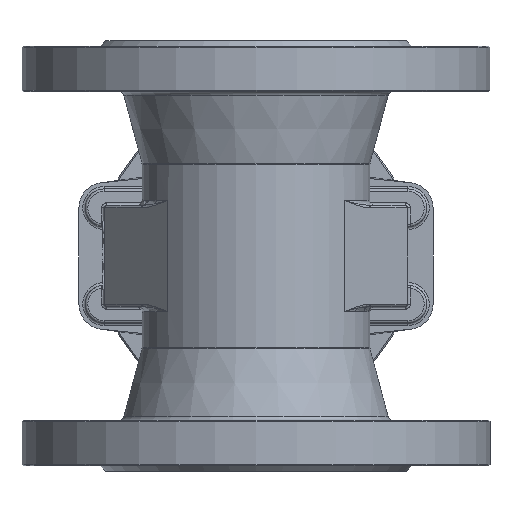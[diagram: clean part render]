
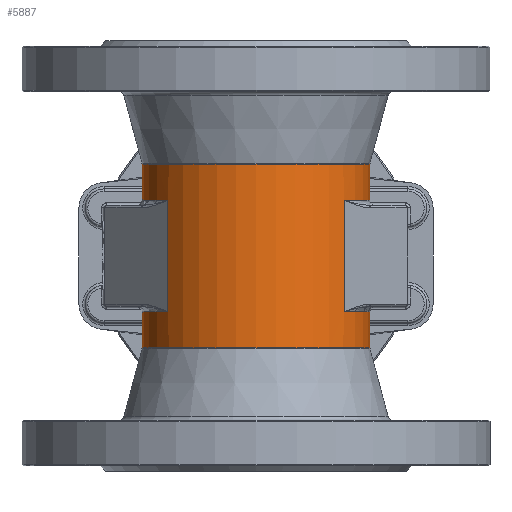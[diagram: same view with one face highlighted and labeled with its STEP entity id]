
A CAD part, front view. The second image highlights one B-rep face of the part: STEP entity #5887.
In plain terms, the highlighted cylindrical face has radius 45 mm (diameter 90 mm), a full revolution.
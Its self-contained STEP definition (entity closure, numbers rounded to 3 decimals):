
#634=FACE_OUTER_BOUND('',#1022,.T.);
#1022=EDGE_LOOP('',(#5021,#5022,#5023,#5024,#5025,#5026,#5027,#5028,#5029,
#5030,#5031,#5032,#5033,#5034,#5035,#5036,#5037,#5038,#5039,#5040,#5041,
#5042));
#1281=CIRCLE('',#6450,45.);
#1282=CIRCLE('',#6451,45.);
#1285=CIRCLE('',#6456,45.);
#1301=CIRCLE('',#6479,45.);
#1303=CIRCLE('',#6481,45.);
#1304=CIRCLE('',#6483,45.);
#1322=CIRCLE('',#6519,45.);
#1323=CIRCLE('',#6520,45.);
#1326=CIRCLE('',#6525,45.);
#1342=CIRCLE('',#6551,45.);
#1343=CIRCLE('',#6552,45.);
#1345=CIRCLE('',#6555,45.);
#1692=LINE('',#11139,#2048);
#1693=LINE('',#11309,#2049);
#1708=LINE('',#11627,#2064);
#1709=LINE('',#11717,#2065);
#1710=LINE('',#11888,#2066);
#1714=LINE('',#12081,#2070);
#1715=LINE('',#12082,#2071);
#1716=LINE('',#12084,#2072);
#2048=VECTOR('',#7814,10.);
#2049=VECTOR('',#7825,10.);
#2064=VECTOR('',#7958,10.);
#2065=VECTOR('',#7969,10.);
#2066=VECTOR('',#7982,10.);
#2070=VECTOR('',#8038,45.);
#2071=VECTOR('',#8039,45.);
#2072=VECTOR('',#8042,10.);
#2633=VERTEX_POINT('',#11039);
#2634=VERTEX_POINT('',#11059);
#2635=VERTEX_POINT('',#11061);
#2637=VERTEX_POINT('',#11138);
#2639=VERTEX_POINT('',#11223);
#2641=VERTEX_POINT('',#11308);
#2645=VERTEX_POINT('',#11452);
#2655=VERTEX_POINT('',#11501);
#2656=VERTEX_POINT('',#11502);
#2673=VERTEX_POINT('',#11607);
#2675=VERTEX_POINT('',#11634);
#2676=VERTEX_POINT('',#11643);
#2677=VERTEX_POINT('',#11708);
#2680=VERTEX_POINT('',#11798);
#2681=VERTEX_POINT('',#11879);
#2685=VERTEX_POINT('',#12025);
#2695=VERTEX_POINT('',#12075);
#2696=VERTEX_POINT('',#12076);
#3368=EDGE_CURVE('',#2634,#2633,#1281,.T.);
#3369=EDGE_CURVE('',#2635,#2634,#1282,.T.);
#3374=EDGE_CURVE('',#2637,#2635,#1692,.T.);
#3379=EDGE_CURVE('',#2639,#2637,#1285,.T.);
#3384=EDGE_CURVE('',#2641,#2639,#1693,.T.);
#3406=EDGE_CURVE('',#2655,#2656,#1301,.T.);
#3408=EDGE_CURVE('',#2656,#2655,#1303,.T.);
#3409=EDGE_CURVE('',#2645,#2641,#1304,.T.);
#3441=EDGE_CURVE('',#2673,#2633,#1708,.T.);
#3444=EDGE_CURVE('',#2675,#2676,#1322,.T.);
#3445=EDGE_CURVE('',#2676,#2673,#1323,.T.);
#3449=EDGE_CURVE('',#2677,#2675,#1709,.T.);
#3455=EDGE_CURVE('',#2680,#2677,#1326,.T.);
#3459=EDGE_CURVE('',#2681,#2680,#1710,.T.);
#3481=EDGE_CURVE('',#2695,#2696,#1342,.T.);
#3482=EDGE_CURVE('',#2696,#2695,#1343,.T.);
#3484=EDGE_CURVE('',#2656,#2634,#1714,.T.);
#3485=EDGE_CURVE('',#2676,#2696,#1715,.T.);
#3486=EDGE_CURVE('',#2685,#2681,#1345,.T.);
#3487=EDGE_CURVE('',#2685,#2645,#1716,.T.);
#5021=ORIENTED_EDGE('',*,*,#3406,.T.);
#5022=ORIENTED_EDGE('',*,*,#3484,.T.);
#5023=ORIENTED_EDGE('',*,*,#3368,.T.);
#5024=ORIENTED_EDGE('',*,*,#3441,.F.);
#5025=ORIENTED_EDGE('',*,*,#3445,.F.);
#5026=ORIENTED_EDGE('',*,*,#3485,.T.);
#5027=ORIENTED_EDGE('',*,*,#3481,.F.);
#5028=ORIENTED_EDGE('',*,*,#3482,.F.);
#5029=ORIENTED_EDGE('',*,*,#3485,.F.);
#5030=ORIENTED_EDGE('',*,*,#3444,.F.);
#5031=ORIENTED_EDGE('',*,*,#3449,.F.);
#5032=ORIENTED_EDGE('',*,*,#3455,.F.);
#5033=ORIENTED_EDGE('',*,*,#3459,.F.);
#5034=ORIENTED_EDGE('',*,*,#3486,.F.);
#5035=ORIENTED_EDGE('',*,*,#3487,.T.);
#5036=ORIENTED_EDGE('',*,*,#3409,.T.);
#5037=ORIENTED_EDGE('',*,*,#3384,.T.);
#5038=ORIENTED_EDGE('',*,*,#3379,.T.);
#5039=ORIENTED_EDGE('',*,*,#3374,.T.);
#5040=ORIENTED_EDGE('',*,*,#3369,.T.);
#5041=ORIENTED_EDGE('',*,*,#3484,.F.);
#5042=ORIENTED_EDGE('',*,*,#3408,.T.);
#5245=CYLINDRICAL_SURFACE('',#6554,45.);
#5887=ADVANCED_FACE('',(#634),#5245,.T.);
#6450=AXIS2_PLACEMENT_3D('',#11060,#7806,#7807);
#6451=AXIS2_PLACEMENT_3D('',#11062,#7808,#7809);
#6456=AXIS2_PLACEMENT_3D('',#11224,#7819,#7820);
#6479=AXIS2_PLACEMENT_3D('',#11503,#7868,#7869);
#6481=AXIS2_PLACEMENT_3D('',#11505,#7872,#7873);
#6483=AXIS2_PLACEMENT_3D('',#11507,#7876,#7877);
#6519=AXIS2_PLACEMENT_3D('',#11644,#7961,#7962);
#6520=AXIS2_PLACEMENT_3D('',#11645,#7963,#7964);
#6525=AXIS2_PLACEMENT_3D('',#11807,#7974,#7975);
#6551=AXIS2_PLACEMENT_3D('',#12077,#8030,#8031);
#6552=AXIS2_PLACEMENT_3D('',#12078,#8032,#8033);
#6554=AXIS2_PLACEMENT_3D('',#12080,#8036,#8037);
#6555=AXIS2_PLACEMENT_3D('',#12083,#8040,#8041);
#7806=DIRECTION('center_axis',(0.,0.,-1.));
#7807=DIRECTION('ref_axis',(0.971,0.24,0.));
#7808=DIRECTION('center_axis',(0.,0.,-1.));
#7809=DIRECTION('ref_axis',(0.971,0.24,0.));
#7814=DIRECTION('',(0.,0.,1.));
#7819=DIRECTION('center_axis',(0.,0.,
-1.));
#7820=DIRECTION('ref_axis',(0.,1.,0.));
#7825=DIRECTION('',(0.,0.,-1.));
#7868=DIRECTION('center_axis',(0.,0.,1.));
#7869=DIRECTION('ref_axis',(1.,0.,0.));
#7872=DIRECTION('center_axis',(0.,0.,1.));
#7873=DIRECTION('ref_axis',(1.,0.,0.));
#7876=DIRECTION('center_axis',(0.,0.,-1.));
#7877=DIRECTION('ref_axis',(-0.971,0.24,0.));
#7958=DIRECTION('',(0.,0.,-1.));
#7961=DIRECTION('center_axis',(0.,0.,-1.));
#7962=DIRECTION('ref_axis',(0.971,0.24,0.));
#7963=DIRECTION('center_axis',(0.,0.,-1.));
#7964=DIRECTION('ref_axis',(0.971,0.24,0.));
#7969=DIRECTION('',(0.,0.,-1.));
#7974=DIRECTION('center_axis',(0.,0.,
-1.));
#7975=DIRECTION('ref_axis',(0.,1.,0.));
#7982=DIRECTION('',(0.,0.,1.));
#8030=DIRECTION('center_axis',(0.,0.,1.));
#8031=DIRECTION('ref_axis',(1.,0.,0.));
#8032=DIRECTION('center_axis',(0.,0.,1.));
#8033=DIRECTION('ref_axis',(1.,0.,0.));
#8036=DIRECTION('center_axis',(0.,0.,-1.));
#8037=DIRECTION('ref_axis',(-1.,0.,0.));
#8038=DIRECTION('',(0.,0.,1.));
#8039=DIRECTION('',(0.,0.,1.));
#8040=DIRECTION('center_axis',(0.,0.,-1.));
#8041=DIRECTION('ref_axis',(-0.971,0.24,0.));
#8042=DIRECTION('',(0.,0.,-1.));
#11039=CARTESIAN_POINT('',(34.815,-28.512,-105.));
#11059=CARTESIAN_POINT('',(45.,0.,-105.));
#11060=CARTESIAN_POINT('Origin',(0.,0.,-105.));
#11061=CARTESIAN_POINT('',(18.67,40.944,-105.));
#11062=CARTESIAN_POINT('Origin',(0.,0.,-105.));
#11138=CARTESIAN_POINT('',(18.67,40.944,-109.));
#11139=CARTESIAN_POINT('',(18.67,40.944,-148.));
#11223=CARTESIAN_POINT('',(-18.67,40.944,-109.));
#11224=CARTESIAN_POINT('Origin',(0.,0.,-109.));
#11308=CARTESIAN_POINT('',(-18.67,40.944,-105.));
#11309=CARTESIAN_POINT('',(-18.67,40.944,-148.));
#11452=CARTESIAN_POINT('',(-34.815,-28.512,-105.));
#11501=CARTESIAN_POINT('',(-45.,0.,-119.237));
#11502=CARTESIAN_POINT('',(45.,0.,-119.237));
#11503=CARTESIAN_POINT('Origin',(0.,0.,-119.237));
#11505=CARTESIAN_POINT('Origin',(0.,0.,-119.237));
#11507=CARTESIAN_POINT('Origin',(0.,0.,-105.));
#11607=CARTESIAN_POINT('',(34.815,-28.512,-61.));
#11627=CARTESIAN_POINT('',(34.815,-28.512,-18.));
#11634=CARTESIAN_POINT('',(18.67,40.944,-61.));
#11643=CARTESIAN_POINT('',(45.,0.,-61.));
#11644=CARTESIAN_POINT('Origin',(0.,0.,-61.));
#11645=CARTESIAN_POINT('Origin',(0.,0.,-61.));
#11708=CARTESIAN_POINT('',(18.67,40.944,-57.));
#11717=CARTESIAN_POINT('',(18.67,40.944,-18.));
#11798=CARTESIAN_POINT('',(-18.67,40.944,-57.));
#11807=CARTESIAN_POINT('Origin',(0.,0.,-57.));
#11879=CARTESIAN_POINT('',(-18.67,40.944,-61.));
#11888=CARTESIAN_POINT('',(-18.67,40.944,-18.));
#12025=CARTESIAN_POINT('',(-34.815,-28.512,-61.));
#12075=CARTESIAN_POINT('',(-45.,0.,-46.763));
#12076=CARTESIAN_POINT('',(45.,0.,-46.763));
#12077=CARTESIAN_POINT('Origin',(0.,0.,-46.763));
#12078=CARTESIAN_POINT('Origin',(0.,0.,-46.763));
#12080=CARTESIAN_POINT('Origin',(0.,0.,-18.));
#12081=CARTESIAN_POINT('',(45.,0.,-18.));
#12082=CARTESIAN_POINT('',(45.,0.,-18.));
#12083=CARTESIAN_POINT('Origin',(0.,0.,-61.));
#12084=CARTESIAN_POINT('',(-34.815,-28.512,-18.));
